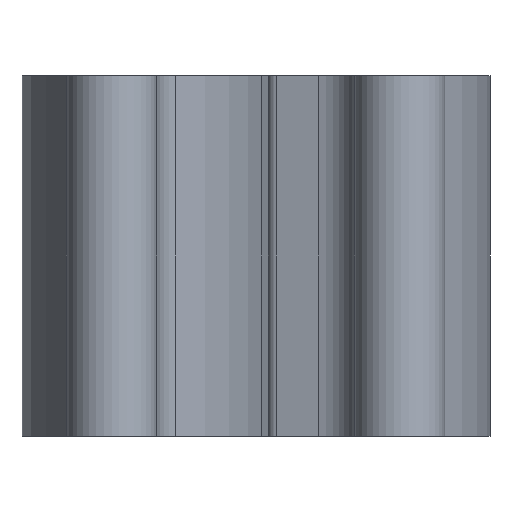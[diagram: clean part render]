
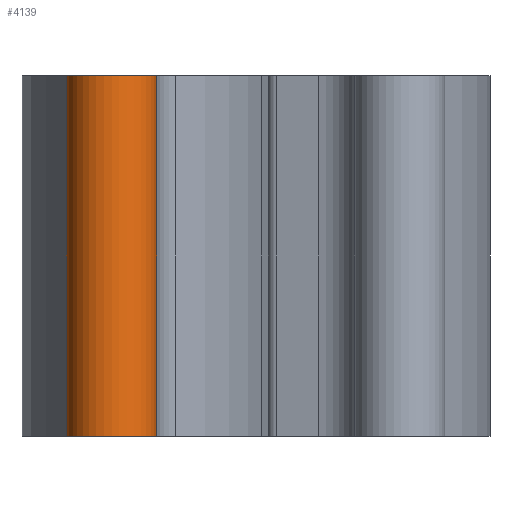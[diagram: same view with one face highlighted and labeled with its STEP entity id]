
A CAD part, front view. The second image highlights one B-rep face of the part: STEP entity #4139.
In plain terms, the highlighted cylindrical face has radius 1.25 mm (diameter 2.5 mm), a partial arc.
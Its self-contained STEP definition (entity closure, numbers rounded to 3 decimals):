
#288 = ORIENTED_EDGE ( 'NONE', *, *, #1160, .F. ) ;
#309 = EDGE_LOOP ( 'NONE', ( #510, #418, #494, #288 ) ) ;
#418 = ORIENTED_EDGE ( 'NONE', *, *, #1163, .T. ) ;
#494 = ORIENTED_EDGE ( 'NONE', *, *, #1155, .F. ) ;
#510 = ORIENTED_EDGE ( 'NONE', *, *, #1164, .F. ) ;
#677 = VERTEX_POINT ( 'NONE', #3031 ) ;
#717 = VERTEX_POINT ( 'NONE', #3071 ) ;
#746 = VERTEX_POINT ( 'NONE', #3100 ) ;
#798 = VERTEX_POINT ( 'NONE', #3152 ) ;
#1155 = EDGE_CURVE ( 'NONE', #717, #677, #2437, .T. ) ;
#1160 = EDGE_CURVE ( 'NONE', #798, #717, #2444, .T. ) ;
#1163 = EDGE_CURVE ( 'NONE', #746, #677, #2440, .T. ) ;
#1164 = EDGE_CURVE ( 'NONE', #746, #798, #2450, .T. ) ;
#1514 = AXIS2_PLACEMENT_3D ( 'NONE', #3651, #3656, #3657 ) ;
#1516 = AXIS2_PLACEMENT_3D ( 'NONE', #3677, #3679, #3680 ) ;
#1549 = AXIS2_PLACEMENT_3D ( 'NONE', #3838, #3831, #3830 ) ;
#2437 = CIRCLE ( 'NONE', #1514, 1.25 ) ;
#2440 = LINE ( 'NONE', #3675, #2441 ) ;
#2441 = VECTOR ( 'NONE', #3676, 1000. ) ;
#2444 = LINE ( 'NONE', #3668, #2445 ) ;
#2445 = VECTOR ( 'NONE', #3669, 1000. ) ;
#2450 = CIRCLE ( 'NONE', #1516, 1.25 ) ;
#2551 = FACE_OUTER_BOUND ( 'NONE', #309, .T. ) ;
#2552 = CYLINDRICAL_SURFACE ( 'NONE', #1549, 1.25 ) ;
#3031 = CARTESIAN_POINT ( 'NONE',  ( -2.75, -10.256, 5. ) ) ;
#3071 = CARTESIAN_POINT ( 'NONE',  ( -5.25, -10.256, 5. ) ) ;
#3100 = CARTESIAN_POINT ( 'NONE',  ( -2.75, -10.256, -5. ) ) ;
#3152 = CARTESIAN_POINT ( 'NONE',  ( -5.25, -10.256, -5. ) ) ;
#3651 = CARTESIAN_POINT ( 'NONE',  ( -4., -10.256, 5. ) ) ;
#3656 = DIRECTION ( 'NONE',  ( 0., 0., 1. ) ) ;
#3657 = DIRECTION ( 'NONE',  ( 1., 0., 0. ) ) ;
#3668 = CARTESIAN_POINT ( 'NONE',  ( -5.25, -10.256, -37.237 ) ) ;
#3669 = DIRECTION ( 'NONE',  ( 0., 0., 1. ) ) ;
#3675 = CARTESIAN_POINT ( 'NONE',  ( -2.75, -10.256, -37.237 ) ) ;
#3676 = DIRECTION ( 'NONE',  ( 0., 0., 1. ) ) ;
#3677 = CARTESIAN_POINT ( 'NONE',  ( -4., -10.256, -5. ) ) ;
#3679 = DIRECTION ( 'NONE',  ( 0., 0., -1. ) ) ;
#3680 = DIRECTION ( 'NONE',  ( 1., 0., 0. ) ) ;
#3830 = DIRECTION ( 'NONE',  ( 1., 0., 0. ) ) ;
#3831 = DIRECTION ( 'NONE',  ( 0., 0., 1. ) ) ;
#3838 = CARTESIAN_POINT ( 'NONE',  ( -4., -10.256, -37.237 ) ) ;
#4139 = ADVANCED_FACE ( 'NONE', ( #2551 ), #2552, .T. ) ;
